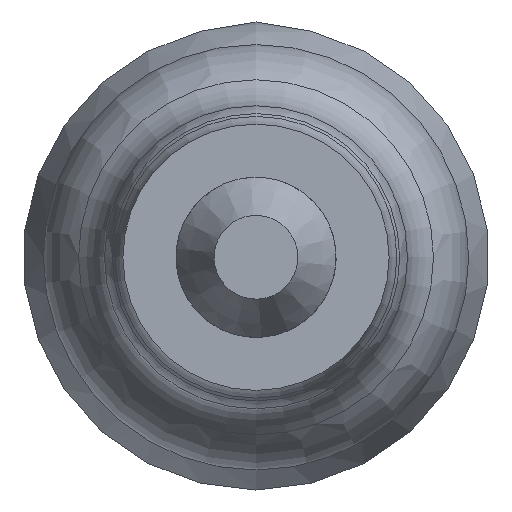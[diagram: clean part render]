
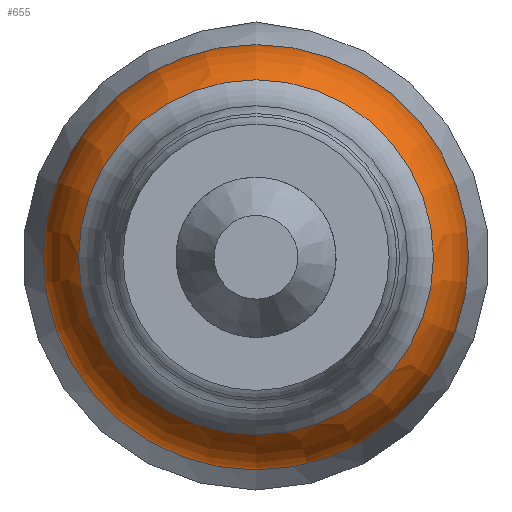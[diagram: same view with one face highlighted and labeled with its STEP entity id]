
A CAD part, left-side view. The second image highlights one B-rep face of the part: STEP entity #655.
In plain terms, the highlighted toroidal (fillet/blend) face has major radius 0.356 mm and minor radius 0.483 mm.
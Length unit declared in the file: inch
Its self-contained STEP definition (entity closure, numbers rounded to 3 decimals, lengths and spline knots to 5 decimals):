
#103 = DIRECTION ( 'NONE',  ( 0., 0., 1. ) ) ;
#128 = ORIENTED_EDGE ( 'NONE', *, *, #253, .T. ) ;
#180 = DIRECTION ( 'NONE',  ( -1., 0., 0. ) ) ;
#182 = TOROIDAL_SURFACE ( 'NONE', #323, 0.014, 0.019 ) ;
#205 = CIRCLE ( 'NONE', #370, 0.02753 ) ;
#221 = DIRECTION ( 'NONE',  ( 0., 0., 1. ) ) ;
#228 = EDGE_LOOP ( 'NONE', ( #500 ) ) ;
#233 = VERTEX_POINT ( 'NONE', #677 ) ;
#253 = EDGE_CURVE ( 'NONE', #233, #233, #343, .T. ) ;
#262 = DIRECTION ( 'NONE',  ( -1., 0., 0. ) ) ;
#268 = DIRECTION ( 'NONE',  ( 0., 0., 1. ) ) ;
#323 = AXIS2_PLACEMENT_3D ( 'NONE', #614, #384, #221 ) ;
#343 = CIRCLE ( 'NONE', #400, 0.033 ) ;
#370 = AXIS2_PLACEMENT_3D ( 'NONE', #468, #262, #103 ) ;
#384 = DIRECTION ( 'NONE',  ( -1., 0., 0. ) ) ;
#400 = AXIS2_PLACEMENT_3D ( 'NONE', #551, #180, #268 ) ;
#468 = CARTESIAN_POINT ( 'NONE',  ( 0.10183, 0., 0. ) ) ;
#487 = EDGE_LOOP ( 'NONE', ( #128 ) ) ;
#500 = ORIENTED_EDGE ( 'NONE', *, *, #616, .F. ) ;
#551 = CARTESIAN_POINT ( 'NONE',  ( 0.11517, 0., 0. ) ) ;
#552 = FACE_OUTER_BOUND ( 'NONE', #228, .T. ) ;
#614 = CARTESIAN_POINT ( 'NONE',  ( 0.11517, 0., 0. ) ) ;
#616 = EDGE_CURVE ( 'NONE', #668, #668, #205, .T. ) ;
#652 = FACE_OUTER_BOUND ( 'NONE', #487, .T. ) ;
#655 = ADVANCED_FACE ( 'NONE', ( #552, #652 ), #182, .T. ) ;
#668 = VERTEX_POINT ( 'NONE', #671 ) ;
#671 = CARTESIAN_POINT ( 'NONE',  ( 0.10183, 0., 0.02753 ) ) ;
#677 = CARTESIAN_POINT ( 'NONE',  ( 0.11517, 0., 0.033 ) ) ;
